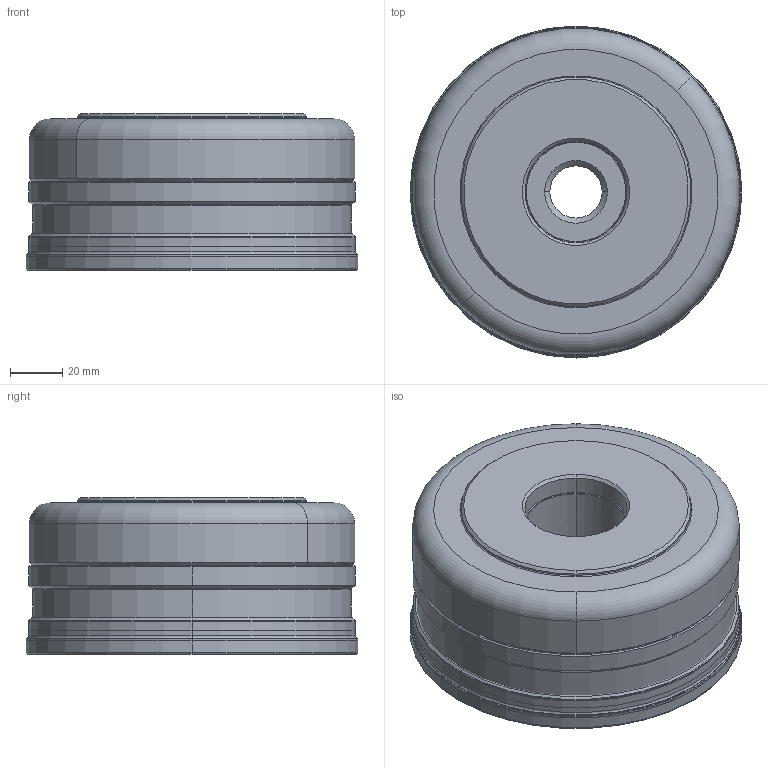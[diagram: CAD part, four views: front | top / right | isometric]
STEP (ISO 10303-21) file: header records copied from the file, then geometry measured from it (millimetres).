
FILE_DESCRIPTION(/* description */ (''),/* implementation_level */ '2;1');
FILE_NAME(/* name */ 'FMAXUR0516E_IR0_031.stp',/* time_stamp */ '2023-03-06T12:44:48+09:00',/* author */ (''),/* organization */ (''),/* preprocessor_version */ 'ST-DEVELOPER v16',/* originating_system */ 'SIEMENS PLM Software NX 10.0',/* authorisation */ '');
FILE_SCHEMA (('AUTOMOTIVE_DESIGN { 1 0 10303 214 3 1 1 1 }'));
Length unit declared in the file: millimetre
Products named in the file (1): FMAXUR0516E_IR0_031_ASM_1_ASM
Bounding box: 127 x 127 x 60 mm (x, y, z)
Volume: 670116.2 mm3; surface area: 67918.8 mm2
Topology: 2 solids, 2 shells, 114 faces, 296 edges, 221 vertices
Faces by surface type: cone 36, cylinder 28, torus 26, plane 12, revolution 12
Entity records: 4019 total; most frequent: CARTESIAN_POINT 943, DIRECTION 707, ORIENTED_EDGE 540, AXIS2_PLACEMENT_3D 307, EDGE_CURVE 270, CIRCLE 197, VERTEX_POINT 168, EDGE_LOOP 126
